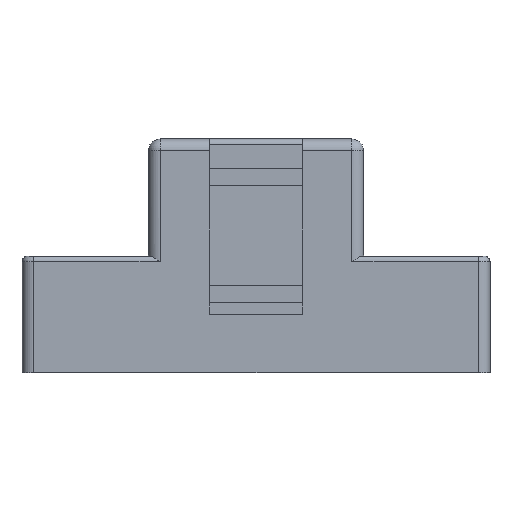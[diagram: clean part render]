
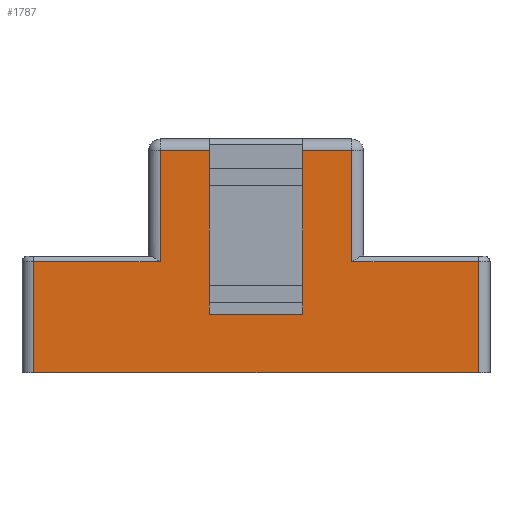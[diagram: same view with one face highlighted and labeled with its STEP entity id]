
A CAD part, left-side view. The second image highlights one B-rep face of the part: STEP entity #1787.
In plain terms, the highlighted planar face has unit normal (-1, 0, 0).
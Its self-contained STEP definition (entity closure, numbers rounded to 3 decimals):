
#68=PLANE('',#1920);
#149=LINE('',#2756,#331);
#150=LINE('',#2759,#332);
#151=LINE('',#2761,#333);
#152=LINE('',#2763,#334);
#153=LINE('',#2765,#335);
#154=LINE('',#2767,#336);
#155=LINE('',#2769,#337);
#156=LINE('',#2771,#338);
#157=LINE('',#2773,#339);
#158=LINE('',#2775,#340);
#159=LINE('',#2777,#341);
#160=LINE('',#2779,#342);
#161=LINE('',#2781,#343);
#162=LINE('',#2783,#344);
#163=LINE('',#2785,#345);
#164=LINE('',#2787,#346);
#165=LINE('',#2789,#347);
#166=LINE('',#2791,#348);
#167=LINE('',#2793,#349);
#168=LINE('',#2794,#350);
#331=VECTOR('',#2167,10.8);
#332=VECTOR('',#2170,9.5);
#333=VECTOR('',#2171,9.5);
#334=VECTOR('',#2172,38.);
#335=VECTOR('',#2173,9.5);
#336=VECTOR('',#2174,10.8);
#337=VECTOR('',#2175,9.5);
#338=VECTOR('',#2176,4.2);
#339=VECTOR('',#2177,1.5);
#340=VECTOR('',#2178,1.5);
#341=VECTOR('',#2179,8.5);
#342=VECTOR('',#2180,1.5);
#343=VECTOR('',#2181,1.);
#344=VECTOR('',#2182,8.);
#345=VECTOR('',#2183,1.);
#346=VECTOR('',#2184,1.5);
#347=VECTOR('',#2185,8.5);
#348=VECTOR('',#2186,1.5);
#349=VECTOR('',#2187,1.5);
#350=VECTOR('',#2188,4.2);
#537=FACE_OUTER_BOUND('',#647,.T.);
#647=EDGE_LOOP('',(#1317,#1318,#1319,#1320,#1321,#1322,#1323,#1324,#1325,
#1326,#1327,#1328,#1329,#1330,#1331,#1332,#1333,#1334,#1335,#1336));
#858=VERTEX_POINT('',#2741);
#859=VERTEX_POINT('',#2745);
#860=VERTEX_POINT('',#2758);
#861=VERTEX_POINT('',#2760);
#862=VERTEX_POINT('',#2762);
#863=VERTEX_POINT('',#2764);
#864=VERTEX_POINT('',#2766);
#865=VERTEX_POINT('',#2768);
#866=VERTEX_POINT('',#2770);
#867=VERTEX_POINT('',#2772);
#868=VERTEX_POINT('',#2774);
#869=VERTEX_POINT('',#2776);
#870=VERTEX_POINT('',#2778);
#871=VERTEX_POINT('',#2780);
#872=VERTEX_POINT('',#2782);
#873=VERTEX_POINT('',#2784);
#874=VERTEX_POINT('',#2786);
#875=VERTEX_POINT('',#2788);
#876=VERTEX_POINT('',#2790);
#877=VERTEX_POINT('',#2792);
#1033=EDGE_CURVE('',#858,#859,#149,.T.);
#1034=EDGE_CURVE('',#859,#860,#150,.T.);
#1035=EDGE_CURVE('',#861,#858,#151,.T.);
#1036=EDGE_CURVE('',#862,#861,#152,.T.);
#1037=EDGE_CURVE('',#863,#862,#153,.T.);
#1038=EDGE_CURVE('',#864,#863,#154,.T.);
#1039=EDGE_CURVE('',#864,#865,#155,.T.);
#1040=EDGE_CURVE('',#866,#865,#156,.T.);
#1041=EDGE_CURVE('',#866,#867,#157,.T.);
#1042=EDGE_CURVE('',#867,#868,#158,.T.);
#1043=EDGE_CURVE('',#868,#869,#159,.T.);
#1044=EDGE_CURVE('',#869,#870,#160,.T.);
#1045=EDGE_CURVE('',#870,#871,#161,.T.);
#1046=EDGE_CURVE('',#871,#872,#162,.T.);
#1047=EDGE_CURVE('',#872,#873,#163,.T.);
#1048=EDGE_CURVE('',#873,#874,#164,.T.);
#1049=EDGE_CURVE('',#874,#875,#165,.T.);
#1050=EDGE_CURVE('',#875,#876,#166,.T.);
#1051=EDGE_CURVE('',#876,#877,#167,.T.);
#1052=EDGE_CURVE('',#860,#877,#168,.T.);
#1317=ORIENTED_EDGE('',*,*,#1034,.F.);
#1318=ORIENTED_EDGE('',*,*,#1033,.F.);
#1319=ORIENTED_EDGE('',*,*,#1035,.F.);
#1320=ORIENTED_EDGE('',*,*,#1036,.F.);
#1321=ORIENTED_EDGE('',*,*,#1037,.F.);
#1322=ORIENTED_EDGE('',*,*,#1038,.F.);
#1323=ORIENTED_EDGE('',*,*,#1039,.T.);
#1324=ORIENTED_EDGE('',*,*,#1040,.F.);
#1325=ORIENTED_EDGE('',*,*,#1041,.T.);
#1326=ORIENTED_EDGE('',*,*,#1042,.T.);
#1327=ORIENTED_EDGE('',*,*,#1043,.T.);
#1328=ORIENTED_EDGE('',*,*,#1044,.T.);
#1329=ORIENTED_EDGE('',*,*,#1045,.T.);
#1330=ORIENTED_EDGE('',*,*,#1046,.T.);
#1331=ORIENTED_EDGE('',*,*,#1047,.T.);
#1332=ORIENTED_EDGE('',*,*,#1048,.T.);
#1333=ORIENTED_EDGE('',*,*,#1049,.T.);
#1334=ORIENTED_EDGE('',*,*,#1050,.T.);
#1335=ORIENTED_EDGE('',*,*,#1051,.T.);
#1336=ORIENTED_EDGE('',*,*,#1052,.F.);
#1787=ADVANCED_FACE('',(#537),#68,.T.);
#1920=AXIS2_PLACEMENT_3D('',#2757,#2168,#2169);
#2167=DIRECTION('',(0.,-1.,0.));
#2168=DIRECTION('center_axis',(-1.,0.,0.));
#2169=DIRECTION('ref_axis',(0.,0.,1.));
#2170=DIRECTION('',(0.,0.,1.));
#2171=DIRECTION('',(0.,0.,1.));
#2172=DIRECTION('',(0.,1.,0.));
#2173=DIRECTION('',(0.,0.,-1.));
#2174=DIRECTION('',(0.,-1.,0.));
#2175=DIRECTION('',(0.,0.,1.));
#2176=DIRECTION('',(0.,-1.,0.));
#2177=DIRECTION('',(0.,0.,-1.));
#2178=DIRECTION('',(0.,0.,-1.));
#2179=DIRECTION('',(0.,0.,-1.));
#2180=DIRECTION('',(0.,0.,-1.));
#2181=DIRECTION('',(0.,0.,-1.));
#2182=DIRECTION('',(0.,1.,0.));
#2183=DIRECTION('',(0.,0.,1.));
#2184=DIRECTION('',(0.,0.,1.));
#2185=DIRECTION('',(0.,0.,1.));
#2186=DIRECTION('',(0.,0.,1.));
#2187=DIRECTION('',(0.,0.,1.));
#2188=DIRECTION('',(0.,-1.,0.));
#2741=CARTESIAN_POINT('',(0.,0.212,9.5));
#2745=CARTESIAN_POINT('',(0.,-10.588,9.5));
#2756=CARTESIAN_POINT('',(0.,-28.788,9.5));
#2757=CARTESIAN_POINT('Origin',(0.,-38.788,
0.));
#2758=CARTESIAN_POINT('',(0.,-10.588,19.));
#2759=CARTESIAN_POINT('',(0.,-10.588,5.));
#2760=CARTESIAN_POINT('',(0.,0.212,0.));
#2761=CARTESIAN_POINT('',(0.,0.212,0.));
#2762=CARTESIAN_POINT('',(0.,-37.788,0.));
#2763=CARTESIAN_POINT('',(0.,-38.788,0.));
#2764=CARTESIAN_POINT('',(0.,-37.788,9.5));
#2765=CARTESIAN_POINT('',(0.,-37.788,0.));
#2766=CARTESIAN_POINT('',(0.,-26.988,9.5));
#2767=CARTESIAN_POINT('',(0.,-28.788,9.5));
#2768=CARTESIAN_POINT('',(0.,-26.988,19.));
#2769=CARTESIAN_POINT('',(0.,-26.988,5.));
#2770=CARTESIAN_POINT('',(0.,-22.788,19.));
#2771=CARTESIAN_POINT('',(0.,-28.788,19.));
#2772=CARTESIAN_POINT('',(0.,-22.788,17.5));
#2773=CARTESIAN_POINT('',(0.,-22.788,2.5));
#2774=CARTESIAN_POINT('',(0.,-22.788,16.));
#2775=CARTESIAN_POINT('',(0.,-22.788,2.5));
#2776=CARTESIAN_POINT('',(0.,-22.788,7.5));
#2777=CARTESIAN_POINT('',(0.,-22.788,2.5));
#2778=CARTESIAN_POINT('',(0.,-22.788,6.));
#2779=CARTESIAN_POINT('',(0.,-22.788,2.5));
#2780=CARTESIAN_POINT('',(0.,-22.788,5.));
#2781=CARTESIAN_POINT('',(0.,-22.788,2.5));
#2782=CARTESIAN_POINT('',(0.,-14.788,5.));
#2783=CARTESIAN_POINT('',(0.,-26.788,5.));
#2784=CARTESIAN_POINT('',(0.,-14.788,6.));
#2785=CARTESIAN_POINT('',(0.,-14.788,10.521));
#2786=CARTESIAN_POINT('',(0.,-14.788,7.5));
#2787=CARTESIAN_POINT('',(0.,-14.788,10.521));
#2788=CARTESIAN_POINT('',(0.,-14.788,16.));
#2789=CARTESIAN_POINT('',(0.,-14.788,10.521));
#2790=CARTESIAN_POINT('',(0.,-14.788,17.5));
#2791=CARTESIAN_POINT('',(0.,-14.788,10.521));
#2792=CARTESIAN_POINT('',(0.,-14.788,19.));
#2793=CARTESIAN_POINT('',(0.,-14.788,10.521));
#2794=CARTESIAN_POINT('',(0.,-28.788,19.));
